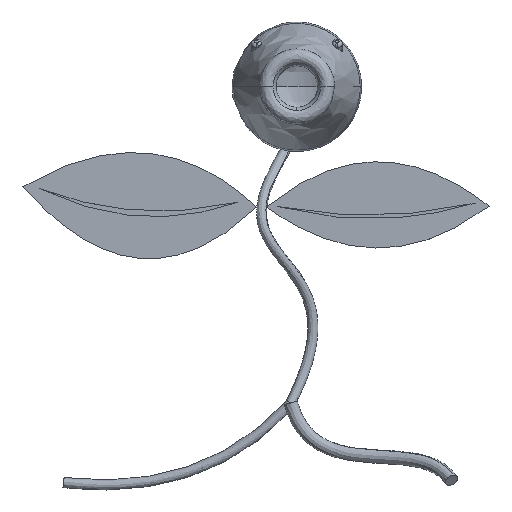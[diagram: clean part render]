
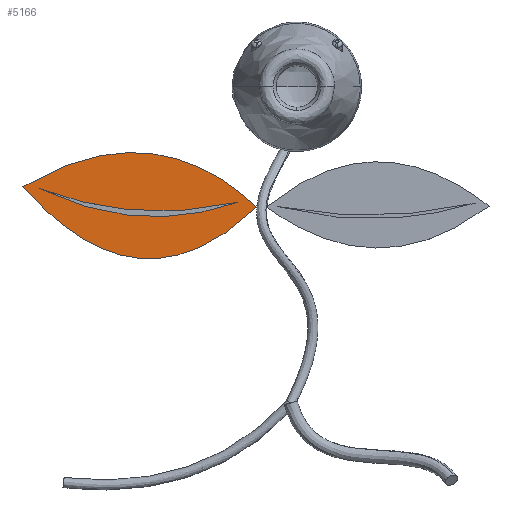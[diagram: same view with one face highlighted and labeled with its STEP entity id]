
A CAD part, top view. The second image highlights one B-rep face of the part: STEP entity #5166.
In plain terms, the highlighted free-form (B-spline) face has degree [1, 1] with [2, 2] control points.
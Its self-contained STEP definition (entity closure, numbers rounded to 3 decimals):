
#5099 = VERTEX_POINT('',#5100);
#5100 = CARTESIAN_POINT('',(-44.143,-132.637,0.));
#5114 = VERTEX_POINT('',#5115);
#5115 = CARTESIAN_POINT('',(-302.052,-110.095,
    0.));
#5120 = EDGE_CURVE('',#5099,#5114,#5121,.T.);
#5121 = B_SPLINE_CURVE_WITH_KNOTS('',2,(#5122,#5123,#5124),
  .UNSPECIFIED.,.F.,.F.,(3,3),(0.,1.),.PIECEWISE_BEZIER_KNOTS.);
#5122 = CARTESIAN_POINT('',(-44.143,-132.637,0.));
#5123 = CARTESIAN_POINT('',(-174.181,-257.113,
    0.));
#5124 = CARTESIAN_POINT('',(-302.052,-110.095,
    0.));
#5144 = EDGE_CURVE('',#5114,#5099,#5145,.T.);
#5145 = B_SPLINE_CURVE_WITH_KNOTS('',2,(#5146,#5147,#5148),
  .UNSPECIFIED.,.F.,.F.,(3,3),(0.,1.),.PIECEWISE_BEZIER_KNOTS.);
#5146 = CARTESIAN_POINT('',(-302.052,-110.095,
    0.));
#5147 = CARTESIAN_POINT('',(-158.462,-25.098,
    0.));
#5148 = CARTESIAN_POINT('',(-44.143,-132.637,0.));
#5166 = ADVANCED_FACE('',(#5167,#5185),#5189,.T.);
#5167 = FACE_BOUND('',#5168,.T.);
#5168 = EDGE_LOOP('',(#5169,#5179));
#5169 = ORIENTED_EDGE('',*,*,#5170,.F.);
#5170 = EDGE_CURVE('',#5171,#5173,#5175,.T.);
#5171 = VERTEX_POINT('',#5172);
#5172 = CARTESIAN_POINT('',(-283.845,-112.322,
    0.));
#5173 = VERTEX_POINT('',#5174);
#5174 = CARTESIAN_POINT('',(-65.471,-127.518,0.));
#5175 = B_SPLINE_CURVE_WITH_KNOTS('',2,(#5176,#5177,#5178),
  .UNSPECIFIED.,.F.,.F.,(3,3),(0.,1.),.PIECEWISE_BEZIER_KNOTS.);
#5176 = CARTESIAN_POINT('',(-283.845,-112.322,
    0.));
#5177 = CARTESIAN_POINT('',(-173.778,-165.538,
    0.));
#5178 = CARTESIAN_POINT('',(-65.471,-127.518,0.));
#5179 = ORIENTED_EDGE('',*,*,#5180,.F.);
#5180 = EDGE_CURVE('',#5173,#5171,#5181,.T.);
#5181 = B_SPLINE_CURVE_WITH_KNOTS('',2,(#5182,#5183,#5184),
  .UNSPECIFIED.,.F.,.F.,(3,3),(0.,1.),.PIECEWISE_BEZIER_KNOTS.);
#5182 = CARTESIAN_POINT('',(-65.471,-127.518,0.));
#5183 = CARTESIAN_POINT('',(-176.254,-153.065,
    0.));
#5184 = CARTESIAN_POINT('',(-283.845,-112.322,
    0.));
#5185 = FACE_BOUND('',#5186,.T.);
#5186 = EDGE_LOOP('',(#5187,#5188));
#5187 = ORIENTED_EDGE('',*,*,#5120,.F.);
#5188 = ORIENTED_EDGE('',*,*,#5144,.F.);
#5189 = B_SPLINE_SURFACE_WITH_KNOTS('',1,1,(
    (#5190,#5191)
    ,(#5192,#5193
    )),.UNSPECIFIED.,.F.,.F.,.F.,(2,2),(2,2),(-112.136,
    46.369),(-87.728,88.467),
  .PIECEWISE_BEZIER_KNOTS.);
#5190 = CARTESIAN_POINT('',(-302.052,-25.098,
    0.));
#5191 = CARTESIAN_POINT('',(-44.143,-25.098,0.));
#5192 = CARTESIAN_POINT('',(-302.052,-257.113,
    0.));
#5193 = CARTESIAN_POINT('',(-44.143,-257.113,0.));
